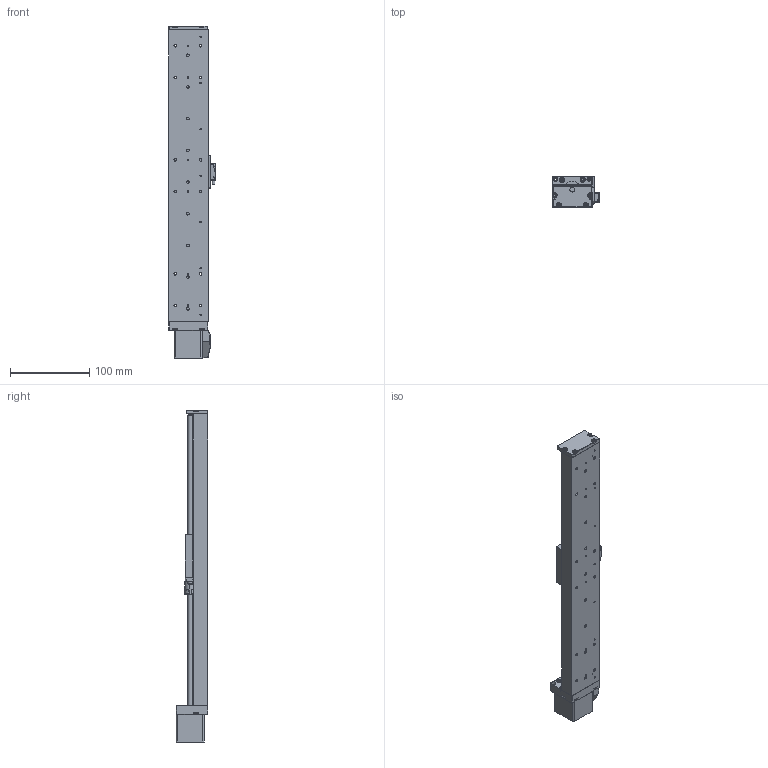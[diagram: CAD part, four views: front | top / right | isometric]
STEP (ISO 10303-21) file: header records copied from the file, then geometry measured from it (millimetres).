
FILE_DESCRIPTION (( 'STEP AP214' ), '1' );
FILE_NAME ('VT-50-14X16.STEP', '2023-02-21T22:48:31', ( '' ), ( '' ), 'SwSTEP 2.0', 'SolidWorks 2020', '' );
FILE_SCHEMA (( 'AUTOMOTIVE_DESIGN' ));
Length unit declared in the file: millimetre
Products named in the file (29): 430251-A End Plate S14; 130365 SEBS-12WBY Rail_130091-108_VT-50_300mm; 130177 Leadscrew Nut, Haydon Size 14, Anti-Backlash, Atmospheric_Modified for PN430662; Screw, SHCS-S, M-DIN._M3 x 0.5 x 08mm; 430912 VT-50L, Encoder Bracket, Renishaw Atom, 0.4mm Thick Tape Scale; Dowel Pin, M-DIN_M01.5 x 005; Screw, SHCS-S, M-DIN._M2 x 0.4 x 06mm; Screw, SHCS-S, M-DIN._M3 x 0.5 x 12mm; 430752 M2 Wire Clamp, Rectangular, Jogged; 110092 Motor, Haydon, S14-Ex & Leadscrew_110092-108_VT-50_300mm; 130093-101 Bearing, Roller, 3x7x3mm; 430250 Carriage 55mm S14; 130365 Bearing, Truck & Rail, SEBS-12WBY, Degreased; 110092 Leadscrew, External, Size 14 Motor, 1-4 inch dia_110092-108_300mm; Screw, SHCS-S, E-NR_E1-72 x 1''8in; 110324 Scale, Renishaw, RKLF20-S, With Adhesive_66mm; Screw, SHCS-S, M-DIN._M3 x 0.5 x 10mm; 110092 Motor S14-Ex; 430261 Body 300mm S14; 431534 Leadscrew Nut Adapter, VT-50, Notched, S14 Haydon Motor; Screw, SHCS-S, M-DIN._M2.5 x 0.45 x 06mm; 110212 Encoder Head, Renishaw Atom, Atmospheric_Default (With Atmospheric Cable); Screw, SHCS-S, M-DIN._M2.5 x 0.45 x 12mm; 430253-A Motor Plate S14; 430252-C Connector Box S14; Screw, SHCS-S, M-DIN._M2 x 0.4 x 04mm; VT-50-14X16; 110214 Scale, Renshaw Atom, Tape RTLF_312mm; Screw, SHCS-S, M-DIN._M4 x 0.7 x 08mm
Assembly tree (65 placements, depth 3):
  VT-50-14X16
    Dowel Pin, M-DIN_M01.5 x 005  x6
    Screw, SHCS-S, E-NR_E1-72 x 1''8in  x4
    Screw, SHCS-S, M-DIN._M2.5 x 0.45 x 06mm  x5
    Screw, SHCS-S, M-DIN._M2.5 x 0.45 x 12mm  x6
    130093-101 Bearing, Roller, 3x7x3mm
    Screw, SHCS-S, M-DIN._M3 x 0.5 x 10mm  x4
    Screw, SHCS-S, M-DIN._M3 x 0.5 x 08mm  x2
    Screw, SHCS-S, M-DIN._M3 x 0.5 x 12mm  x4
    430250 Carriage 55mm S14
    430251-A End Plate S14
    430252-C Connector Box S14
    430253-A Motor Plate S14
    130365 SEBS-12WBY Rail_130091-108_VT-50_300mm
    110092 Motor, Haydon, S14-Ex & Leadscrew_110092-108_VT-50_300mm
      110092 Motor S14-Ex
      110092 Leadscrew, External, Size 14 Motor, 1-4 inch dia_110092-108_300mm
    430261 Body 300mm S14
    Screw, SHCS-S, M-DIN._M4 x 0.7 x 08mm  x9
    Screw, SHCS-S, M-DIN._M2 x 0.4 x 04mm  x4
    430752 M2 Wire Clamp, Rectangular, Jogged
    110212 Encoder Head, Renishaw Atom, Atmospheric_Default (With Atmospheric Cable)
    Screw, SHCS-S, M-DIN._M2 x 0.4 x 06mm  x3
    430912 VT-50L, Encoder Bracket, Renishaw Atom, 0.4mm Thick Tape Scale
    110214 Scale, Renshaw Atom, Tape RTLF_312mm
    110324 Scale, Renishaw, RKLF20-S, With Adhesive_66mm
    130177 Leadscrew Nut, Haydon Size 14, Anti-Backlash, Atmospheric_Modified for PN430662
    130365 Bearing, Truck & Rail, SEBS-12WBY, Degreased
    431534 Leadscrew Nut Adapter, VT-50, Notched, S14 Haydon Motor
Bounding box: 59.26 x 39.85 x 419.2 mm (x, y, z)
Volume: 330181.2 mm3; surface area: 156109.7 mm2
Topology: 65 solids, 65 shells, 3015 faces, 6990 edges, 4250 vertices
Faces by surface type: plane 1436, cylinder 811, cone 352, torus 336, bspline 80
Entity records: 77943 total; most frequent: CARTESIAN_POINT 16077, DIRECTION 11023, ORIENTED_EDGE 10776, EDGE_CURVE 5388, AXIS2_PLACEMENT_3D 3772, LINE 3479, VECTOR 3479, VERTEX_POINT 3442
